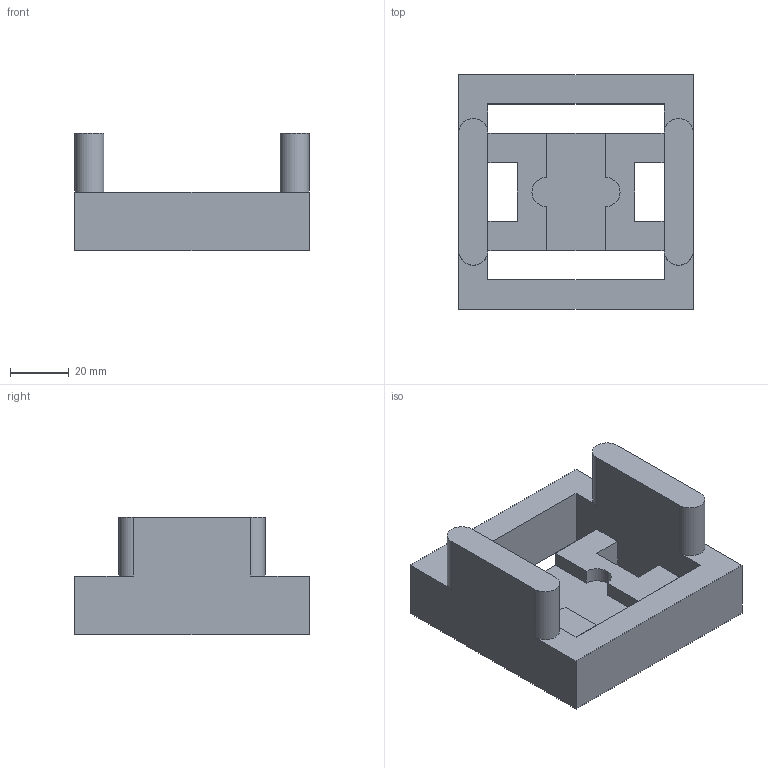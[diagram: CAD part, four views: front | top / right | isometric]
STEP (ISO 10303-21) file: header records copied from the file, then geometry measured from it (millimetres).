
FILE_DESCRIPTION(('produced by SPATIAL CORP'),'2;1');
FILE_NAME('ex18.hh.sat.stp', '2002-04-19T11:06:36+00:00',('SPATIAL CORP'),('SPATIAL CORP'), 'ACIS STEP Husk','http://www.spatial.com','SPATIAL CORP');
FILE_SCHEMA(('CONFIG_CONTROL_DESIGN'));
Length unit declared in the file: millimetre
Products named in the file (1): PRODUCT_ID_1
Bounding box: 80 x 80 x 40 mm (x, y, z)
Volume: 90748.9 mm3; surface area: 27113.7 mm2
Topology: 1 solids, 1 shells, 36 faces, 114 edges, 76 vertices
Faces by surface type: plane 28, cylinder 8
Entity records: 1273 total; most frequent: ORIENTED_EDGE 228, CARTESIAN_POINT 208, DIRECTION 174, EDGE_CURVE 114, VECTOR 90, LINE 90, VERTEX_POINT 76, AXIS2_PLACEMENT_3D 42
